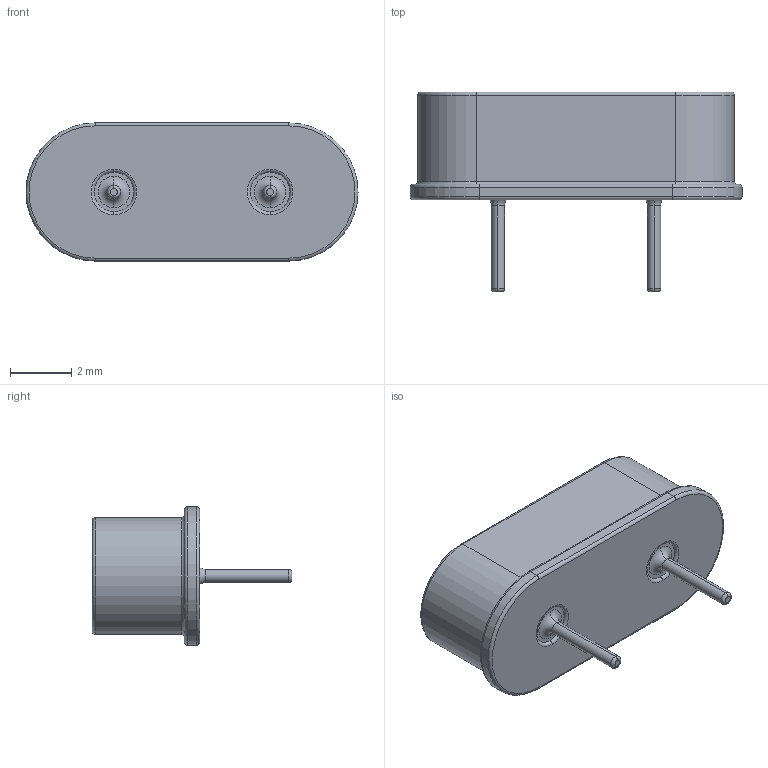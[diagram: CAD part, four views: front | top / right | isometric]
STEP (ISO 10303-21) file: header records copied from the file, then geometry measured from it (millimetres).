
FILE_DESCRIPTION (( 'STEP AP214' ), '1' );
FILE_NAME ('1D762776-4CAD-4E34-A00B-72BFEF7986A9.STEP', '2023-08-19T13:47:35', ( '' ), ( '' ), 'SwSTEP 2.0', 'SolidWorks 2022', '' );
FILE_SCHEMA (( 'AUTOMOTIVE_DESIGN' ));
Length unit declared in the file: millimetre
Products named in the file (1): 1D762776-4CAD-4E34-A00B-72BFEF7986A9
Bounding box: 10.8 x 6.5 x 4.5 mm (x, y, z)
Volume: 130.5 mm3; surface area: 182.9 mm2
Topology: 1 solids, 1 shells, 191 faces, 434 edges, 258 vertices
Faces by surface type: bspline 76, cylinder 74, plane 21, torus 20
Entity records: 9015 total; most frequent: CARTESIAN_POINT 5276, ORIENTED_EDGE 868, DIRECTION 550, EDGE_CURVE 434, VERTEX_POINT 258, AXIS2_PLACEMENT_3D 218, EDGE_LOOP 204, ADVANCED_FACE 191
